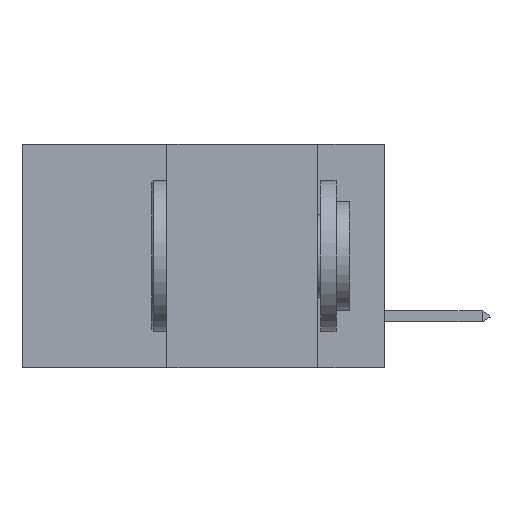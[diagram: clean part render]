
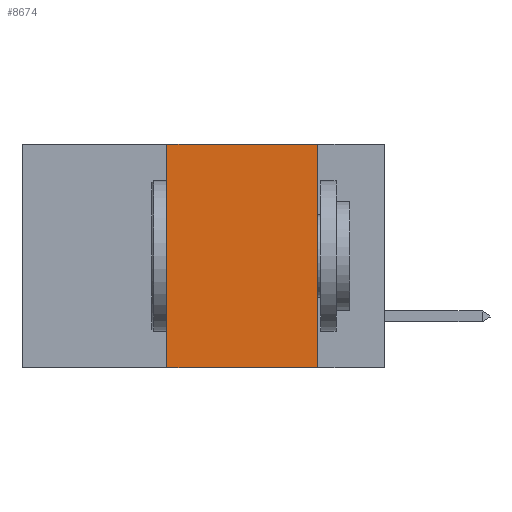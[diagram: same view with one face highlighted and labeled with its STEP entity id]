
A CAD part, left-side view. The second image highlights one B-rep face of the part: STEP entity #8674.
In plain terms, the highlighted planar face has unit normal (-1, 0, 0).
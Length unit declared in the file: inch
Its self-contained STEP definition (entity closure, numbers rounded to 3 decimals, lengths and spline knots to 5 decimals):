
#544 = FACE_OUTER_BOUND ( 'NONE', #27912, .T. ) ;
#600 = ORIENTED_EDGE ( 'NONE', *, *, #19221, .F. ) ;
#1117 = DIRECTION ( 'NONE',  ( 0., -1., 0. ) ) ;
#1532 = VECTOR ( 'NONE', #19463, 39.37008 ) ;
#4195 = EDGE_CURVE ( 'NONE', #22619, #23777, #26526, .T. ) ;
#4457 = LINE ( 'NONE', #4830, #8580 ) ;
#4830 = CARTESIAN_POINT ( 'NONE',  ( 0., 0.11, 0. ) ) ;
#5912 = PLANE ( 'NONE',  #10984 ) ;
#8148 = CARTESIAN_POINT ( 'NONE',  ( 0., 0.11, -0.37 ) ) ;
#8580 = VECTOR ( 'NONE', #20194, 39.37008 ) ;
#8674 = ADVANCED_FACE ( 'NONE', ( #544 ), #5912, .F. ) ;
#8722 = EDGE_CURVE ( 'NONE', #23777, #15267, #27635, .T. ) ;
#9108 = VECTOR ( 'NONE', #18275, 39.37008 ) ;
#10377 = CARTESIAN_POINT ( 'NONE',  ( 0., 0.11, 0. ) ) ;
#10736 = EDGE_CURVE ( 'NONE', #22619, #17549, #18142, .T. ) ;
#10984 = AXIS2_PLACEMENT_3D ( 'NONE', #12063, #22894, #27971 ) ;
#12063 = CARTESIAN_POINT ( 'NONE',  ( 0., 0.6, 0. ) ) ;
#12929 = ORIENTED_EDGE ( 'NONE', *, *, #10736, .T. ) ;
#15267 = VERTEX_POINT ( 'NONE', #10377 ) ;
#16248 = CARTESIAN_POINT ( 'NONE',  ( 0., 0.6, -0.37 ) ) ;
#17549 = VERTEX_POINT ( 'NONE', #8148 ) ;
#18142 = LINE ( 'NONE', #16248, #23317 ) ;
#18275 = DIRECTION ( 'NONE',  ( 0., 0., 1. ) ) ;
#19221 = EDGE_CURVE ( 'NONE', #15267, #17549, #4457, .T. ) ;
#19463 = DIRECTION ( 'NONE',  ( 0., -1., 0. ) ) ;
#20194 = DIRECTION ( 'NONE',  ( 0., 0., -1. ) ) ;
#21385 = CARTESIAN_POINT ( 'NONE',  ( 0., 0.36, 0. ) ) ;
#22284 = ORIENTED_EDGE ( 'NONE', *, *, #8722, .F. ) ;
#22619 = VERTEX_POINT ( 'NONE', #24224 ) ;
#22819 = CARTESIAN_POINT ( 'NONE',  ( 0., 0.36, 0. ) ) ;
#22894 = DIRECTION ( 'NONE',  ( 1., 0., 0. ) ) ;
#23317 = VECTOR ( 'NONE', #1117, 39.37008 ) ;
#23777 = VERTEX_POINT ( 'NONE', #21385 ) ;
#23810 = CARTESIAN_POINT ( 'NONE',  ( 0., 0.6, 0. ) ) ;
#24224 = CARTESIAN_POINT ( 'NONE',  ( 0., 0.36, -0.37 ) ) ;
#25164 = ORIENTED_EDGE ( 'NONE', *, *, #4195, .F. ) ;
#26526 = LINE ( 'NONE', #22819, #9108 ) ;
#27635 = LINE ( 'NONE', #23810, #1532 ) ;
#27912 = EDGE_LOOP ( 'NONE', ( #600, #22284, #25164, #12929 ) ) ;
#27971 = DIRECTION ( 'NONE',  ( 0., 0., -1. ) ) ;
